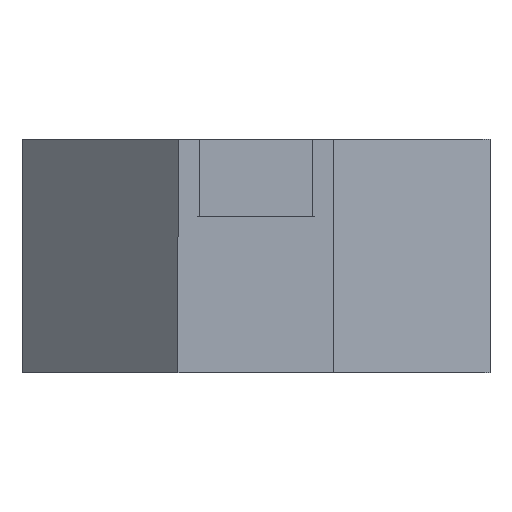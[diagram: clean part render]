
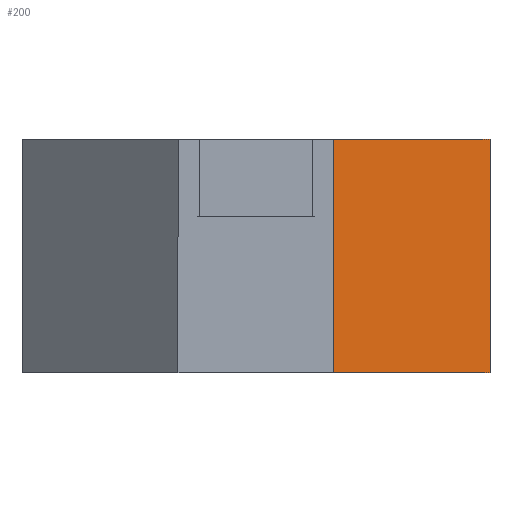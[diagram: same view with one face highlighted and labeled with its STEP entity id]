
A CAD part, front view. The second image highlights one B-rep face of the part: STEP entity #200.
In plain terms, the highlighted planar face has unit normal (0.707, -0.707, 0).
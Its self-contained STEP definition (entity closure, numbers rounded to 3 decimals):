
#13 = CARTESIAN_POINT ( 'NONE',  ( 2., -12.25, 6. ) ) ;
#29 = DIRECTION ( 'NONE',  ( -0.707, -0.707, 0. ) ) ;
#36 = LINE ( 'NONE', #929, #937 ) ;
#53 = EDGE_CURVE ( 'NONE', #748, #183, #950, .T. ) ;
#71 = VECTOR ( 'NONE', #332, 1000. ) ;
#153 = CARTESIAN_POINT ( 'NONE',  ( 2., -12.25, 0. ) ) ;
#183 = VERTEX_POINT ( 'NONE', #933 ) ;
#186 = PLANE ( 'NONE',  #478 ) ;
#187 = EDGE_LOOP ( 'NONE', ( #418, #459, #363, #229 ) ) ;
#200 = ADVANCED_FACE ( 'NONE', ( #884 ), #186, .F. ) ;
#229 = ORIENTED_EDGE ( 'NONE', *, *, #677, .F. ) ;
#301 = LINE ( 'NONE', #728, #71 ) ;
#332 = DIRECTION ( 'NONE',  ( 0., 0., 1. ) ) ;
#363 = ORIENTED_EDGE ( 'NONE', *, *, #514, .F. ) ;
#418 = ORIENTED_EDGE ( 'NONE', *, *, #53, .F. ) ;
#459 = ORIENTED_EDGE ( 'NONE', *, *, #499, .F. ) ;
#478 = AXIS2_PLACEMENT_3D ( 'NONE', #983, #508, #993 ) ;
#499 = EDGE_CURVE ( 'NONE', #970, #748, #301, .T. ) ;
#508 = DIRECTION ( 'NONE',  ( -0.707, 0.707, 0. ) ) ;
#514 = EDGE_CURVE ( 'NONE', #880, #970, #36, .T. ) ;
#531 = DIRECTION ( 'NONE',  ( 0.707, 0.707, 0. ) ) ;
#542 = LINE ( 'NONE', #720, #564 ) ;
#564 = VECTOR ( 'NONE', #1011, 1000. ) ;
#677 = EDGE_CURVE ( 'NONE', #183, #880, #542, .T. ) ;
#720 = CARTESIAN_POINT ( 'NONE',  ( 6., -8.25, 6. ) ) ;
#721 = VECTOR ( 'NONE', #531, 1000. ) ;
#728 = CARTESIAN_POINT ( 'NONE',  ( 2., -12.25, 6. ) ) ;
#748 = VERTEX_POINT ( 'NONE', #13 ) ;
#787 = CARTESIAN_POINT ( 'NONE',  ( 6., -8.25, 0. ) ) ;
#795 = CARTESIAN_POINT ( 'NONE',  ( 7.125, -7.125, 6. ) ) ;
#880 = VERTEX_POINT ( 'NONE', #787 ) ;
#884 = FACE_OUTER_BOUND ( 'NONE', #187, .T. ) ;
#929 = CARTESIAN_POINT ( 'NONE',  ( 6., -8.25, 0. ) ) ;
#933 = CARTESIAN_POINT ( 'NONE',  ( 6., -8.25, 6. ) ) ;
#937 = VECTOR ( 'NONE', #29, 1000. ) ;
#950 = LINE ( 'NONE', #795, #721 ) ;
#970 = VERTEX_POINT ( 'NONE', #153 ) ;
#983 = CARTESIAN_POINT ( 'NONE',  ( 6., -8.25, 6. ) ) ;
#993 = DIRECTION ( 'NONE',  ( 0., 0., -1. ) ) ;
#1011 = DIRECTION ( 'NONE',  ( 0., 0., -1. ) ) ;
